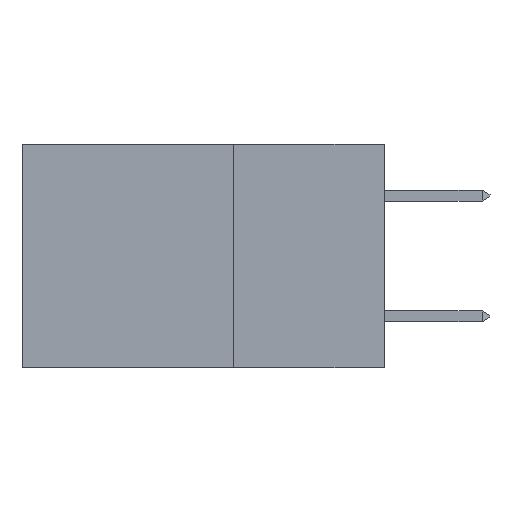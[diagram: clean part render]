
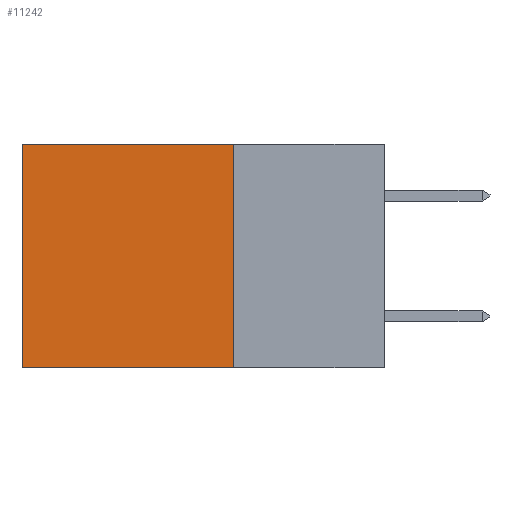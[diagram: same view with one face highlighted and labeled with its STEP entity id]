
A CAD part, left-side view. The second image highlights one B-rep face of the part: STEP entity #11242.
In plain terms, the highlighted planar face has unit normal (-1, 0, 0).
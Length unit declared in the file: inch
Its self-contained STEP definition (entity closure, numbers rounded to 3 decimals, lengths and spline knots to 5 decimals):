
#351 = CARTESIAN_POINT ( 'NONE',  ( 0.2875, 0.25, 0. ) ) ;
#909 = EDGE_CURVE ( 'NONE', #16954, #17351, #1965, .T. ) ;
#1916 = DIRECTION ( 'NONE',  ( 0., 1., 0. ) ) ;
#1965 = LINE ( 'NONE', #3470, #6130 ) ;
#2149 = DIRECTION ( 'NONE',  ( 0., 0., -1. ) ) ;
#2186 = EDGE_CURVE ( 'NONE', #16954, #15098, #21819, .T. ) ;
#2709 = ORIENTED_EDGE ( 'NONE', *, *, #2186, .F. ) ;
#2824 = LINE ( 'NONE', #12420, #21369 ) ;
#3470 = CARTESIAN_POINT ( 'NONE',  ( 0.2875, 0.25, 0. ) ) ;
#6004 = EDGE_CURVE ( 'NONE', #15098, #6530, #2824, .T. ) ;
#6130 = VECTOR ( 'NONE', #19226, 39.37008 ) ;
#6530 = VERTEX_POINT ( 'NONE', #20944 ) ;
#7193 = DIRECTION ( 'NONE',  ( 0., 0., -1. ) ) ;
#7398 = DIRECTION ( 'NONE',  ( 0., 0., -1. ) ) ;
#8130 = FACE_OUTER_BOUND ( 'NONE', #17254, .T. ) ;
#8606 = VECTOR ( 'NONE', #7398, 39.37008 ) ;
#9225 = PLANE ( 'NONE',  #21087 ) ;
#10000 = CARTESIAN_POINT ( 'NONE',  ( 0.2875, 0.6, 0. ) ) ;
#11242 = ADVANCED_FACE ( 'NONE', ( #8130 ), #9225, .F. ) ;
#12398 = CARTESIAN_POINT ( 'NONE',  ( 0.2875, 0.25, 0. ) ) ;
#12420 = CARTESIAN_POINT ( 'NONE',  ( 0.2875, 0.25, -0.37 ) ) ;
#12633 = DIRECTION ( 'NONE',  ( 1., 0., 0. ) ) ;
#12676 = ORIENTED_EDGE ( 'NONE', *, *, #6004, .F. ) ;
#12995 = EDGE_CURVE ( 'NONE', #17351, #6530, #13697, .T. ) ;
#13697 = LINE ( 'NONE', #15948, #8606 ) ;
#14221 = ORIENTED_EDGE ( 'NONE', *, *, #12995, .T. ) ;
#14276 = VECTOR ( 'NONE', #7193, 39.37008 ) ;
#15098 = VERTEX_POINT ( 'NONE', #21804 ) ;
#15948 = CARTESIAN_POINT ( 'NONE',  ( 0.2875, 0.6, 0. ) ) ;
#16954 = VERTEX_POINT ( 'NONE', #20698 ) ;
#17254 = EDGE_LOOP ( 'NONE', ( #14221, #12676, #2709, #21949 ) ) ;
#17351 = VERTEX_POINT ( 'NONE', #10000 ) ;
#19226 = DIRECTION ( 'NONE',  ( 0., 1., 0. ) ) ;
#20698 = CARTESIAN_POINT ( 'NONE',  ( 0.2875, 0.25, 0. ) ) ;
#20944 = CARTESIAN_POINT ( 'NONE',  ( 0.2875, 0.6, -0.37 ) ) ;
#21087 = AXIS2_PLACEMENT_3D ( 'NONE', #351, #12633, #2149 ) ;
#21369 = VECTOR ( 'NONE', #1916, 39.37008 ) ;
#21804 = CARTESIAN_POINT ( 'NONE',  ( 0.2875, 0.25, -0.37 ) ) ;
#21819 = LINE ( 'NONE', #12398, #14276 ) ;
#21949 = ORIENTED_EDGE ( 'NONE', *, *, #909, .T. ) ;
